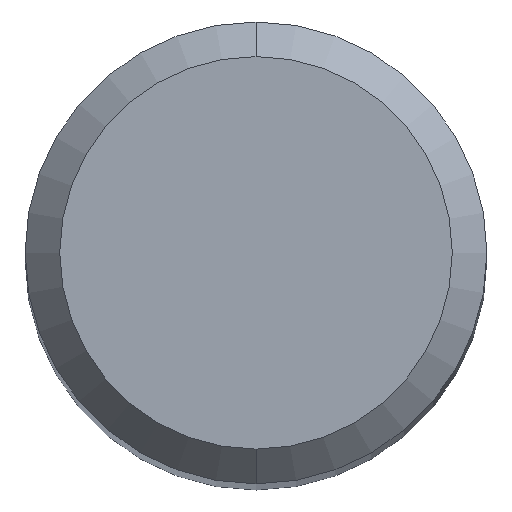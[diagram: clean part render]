
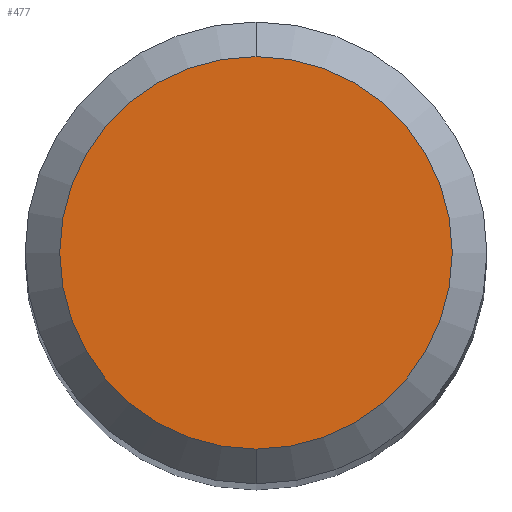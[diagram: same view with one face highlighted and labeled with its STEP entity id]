
A CAD part, top view. The second image highlights one B-rep face of the part: STEP entity #477.
In plain terms, the highlighted planar face has unit normal (0, 0, 1).
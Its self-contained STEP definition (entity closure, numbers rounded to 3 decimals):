
#477=ADVANCED_FACE('',(#1282),#1283,.T.);
#647=EDGE_CURVE('',#929,#825,#1466,.T.);
#825=VERTEX_POINT('',#1661);
#885=EDGE_CURVE('',#825,#929,#1728,.T.);
#929=VERTEX_POINT('',#1778);
#1282=FACE_OUTER_BOUND('',#2235,.T.);
#1283=PLANE('',#2236);
#1466=CIRCLE('',#2818,1.7);
#1661=CARTESIAN_POINT('',(0.,-1.7,0.0));
#1728=CIRCLE('',#3938,1.7);
#1778=CARTESIAN_POINT('',(0.0,1.7,0.0));
#2235=EDGE_LOOP('',(#5294,#5295));
#2236=AXIS2_PLACEMENT_3D('',#5296,#5297,#5298);
#2818=AXIS2_PLACEMENT_3D('',#5485,#5486,#5487);
#3938=AXIS2_PLACEMENT_3D('',#5798,#5799,#5800);
#5294=ORIENTED_EDGE('',*,*,#647,.F.);
#5295=ORIENTED_EDGE('',*,*,#885,.F.);
#5296=CARTESIAN_POINT('',(0.0,0.85,0.0));
#5297=DIRECTION('',(-0.0,0.0,1.0));
#5298=DIRECTION('',(0.0,-1.0,0.0));
#5485=CARTESIAN_POINT('',(0.0,0.0,0.0));
#5486=DIRECTION('',(0.0,0.0,-1.0));
#5487=DIRECTION('',(0.0,1.0,0.0));
#5798=CARTESIAN_POINT('',(0.0,0.0,0.0));
#5799=DIRECTION('',(0.0,0.0,-1.0));
#5800=DIRECTION('',(0.0,1.0,0.0));
